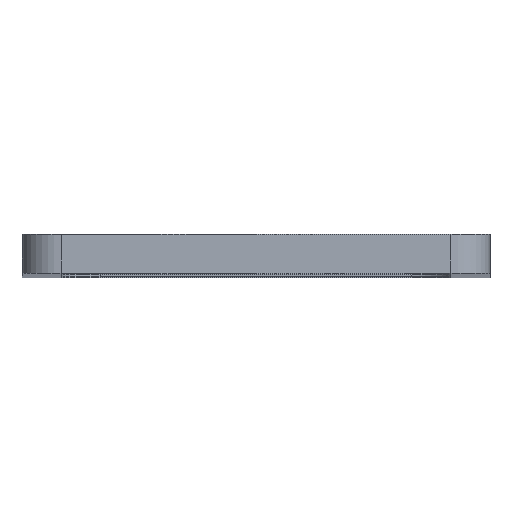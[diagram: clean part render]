
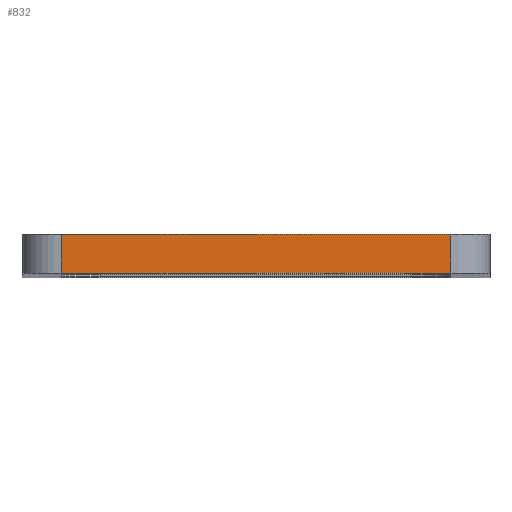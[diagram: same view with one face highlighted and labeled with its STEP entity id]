
A CAD part, top view. The second image highlights one B-rep face of the part: STEP entity #832.
In plain terms, the highlighted planar face has unit normal (0, 0, 1).
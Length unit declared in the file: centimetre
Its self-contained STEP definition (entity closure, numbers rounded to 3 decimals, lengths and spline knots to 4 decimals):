
#156=FACE_OUTER_BOUND('',#206,.T.);
#206=EDGE_LOOP('',(#682,#683,#684,#685));
#290=LINE('',#1387,#354);
#291=LINE('',#1390,#355);
#292=LINE('',#1392,#356);
#293=LINE('',#1393,#357);
#354=VECTOR('',#1148,1.);
#355=VECTOR('',#1151,1.);
#356=VECTOR('',#1152,1.);
#357=VECTOR('',#1153,1.);
#434=VERTEX_POINT('',#1383);
#435=VERTEX_POINT('',#1385);
#436=VERTEX_POINT('',#1389);
#437=VERTEX_POINT('',#1391);
#542=EDGE_CURVE('',#434,#435,#290,.T.);
#543=EDGE_CURVE('',#436,#434,#291,.T.);
#544=EDGE_CURVE('',#437,#435,#292,.T.);
#545=EDGE_CURVE('',#436,#437,#293,.T.);
#682=ORIENTED_EDGE('',*,*,#543,.T.);
#683=ORIENTED_EDGE('',*,*,#542,.T.);
#684=ORIENTED_EDGE('',*,*,#544,.F.);
#685=ORIENTED_EDGE('',*,*,#545,.F.);
#792=PLANE('',#920);
#832=ADVANCED_FACE('',(#156),#792,.T.);
#920=AXIS2_PLACEMENT_3D('',#1388,#1149,#1150);
#1148=DIRECTION('',(0.,1.,0.));
#1149=DIRECTION('center_axis',(0.,0.,1.));
#1150=DIRECTION('ref_axis',(1.,0.,0.));
#1151=DIRECTION('',(1.,0.,0.));
#1152=DIRECTION('',(1.,0.,0.));
#1153=DIRECTION('',(0.,1.,0.));
#1383=CARTESIAN_POINT('',(6.985,0.,0.));
#1385=CARTESIAN_POINT('',(6.985,0.635,0.));
#1387=CARTESIAN_POINT('',(6.985,0.,0.));
#1388=CARTESIAN_POINT('Origin',(0.635,0.,0.));
#1389=CARTESIAN_POINT('',(0.635,0.,0.));
#1390=CARTESIAN_POINT('',(0.635,0.,0.));
#1391=CARTESIAN_POINT('',(0.635,0.635,0.));
#1392=CARTESIAN_POINT('',(0.635,0.635,0.));
#1393=CARTESIAN_POINT('',(0.635,0.,0.));
